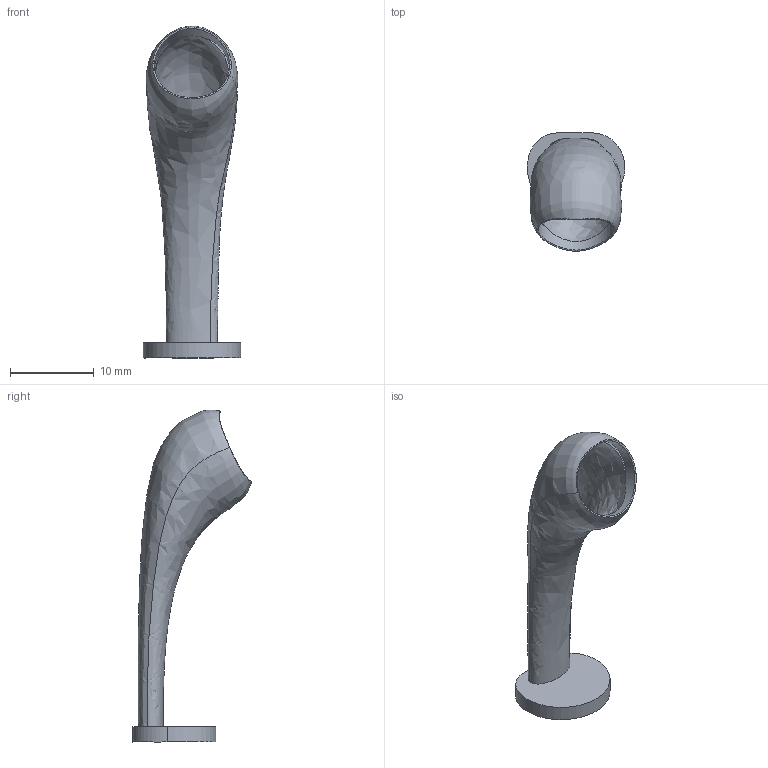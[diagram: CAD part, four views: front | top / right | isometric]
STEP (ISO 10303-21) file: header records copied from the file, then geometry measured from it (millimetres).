
FILE_DESCRIPTION(/* description */ (''),/* implementation_level */ '2;1');
FILE_NAME(/* name */ '雪花灯立柱',/* time_stamp */ '2024-12-12T01:22:41+08:00',/* author */ (''),/* organization */ (''),/* preprocessor_version */ 'ST-DEVELOPER v16.5',/* originating_system */ 'Rhino 7.34',/* authorisation */ '');
FILE_SCHEMA (('CONFIG_CONTROL_DESIGN'));
Length unit declared in the file: millimetre
Products named in the file (1): Document
Bounding box: 11.6 x 14.17 x 39.59 mm (x, y, z)
Volume: 865.3 mm3; surface area: 1700.2 mm2
Topology: 1 solids, 1 shells, 18 faces, 43 edges, 28 vertices
Faces by surface type: bspline 9, plane 6, cylinder 3
Entity records: 8740 total; most frequent: CARTESIAN_POINT 8371, ORIENTED_EDGE 86, EDGE_CURVE 43, VERTEX_POINT 28, B_SPLINE_CURVE_WITH_KNOTS 27, EDGE_LOOP 21, ADVANCED_FACE 18, FACE_OUTER_BOUND 18
